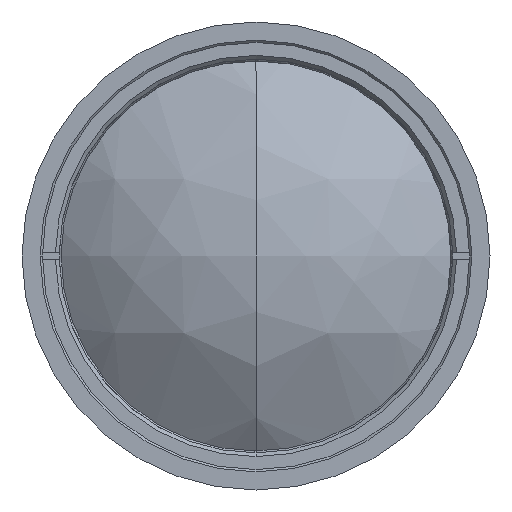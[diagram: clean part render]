
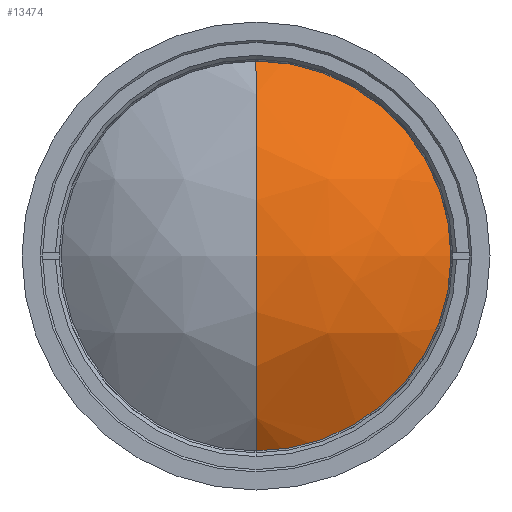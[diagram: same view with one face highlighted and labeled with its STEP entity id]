
A CAD part, left-side view. The second image highlights one B-rep face of the part: STEP entity #13474.
In plain terms, the highlighted free-form (B-spline) face has degree [3, 3] with [4, 4] control points.
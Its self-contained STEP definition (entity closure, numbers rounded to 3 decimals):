
#563 = CARTESIAN_POINT ( 'NONE',  ( -140.239, -11.334, 11.132 ) ) ;
#615 = CARTESIAN_POINT ( 'NONE',  ( -126.269, 0., -28. ) ) ;
#923 = CARTESIAN_POINT ( 'NONE',  ( -136.41, -22.002, 11.132 ) ) ;
#2081 = VERTEX_POINT ( 'NONE', #615 ) ;
#2642 = CARTESIAN_POINT ( 'NONE',  ( -91.886, 0., 0. ) ) ;
#2658 = AXIS2_PLACEMENT_3D ( 'NONE', #6295, #14557, #12013 ) ;
#2873 = CARTESIAN_POINT ( 'NONE',  ( -118.243, -21.719, 28.281 ) ) ;
#2906 = CIRCLE ( 'NONE', #2658, 28. ) ;
#3240 = AXIS2_PLACEMENT_3D ( 'NONE', #2642, #7346, #4824 ) ;
#3262 = CARTESIAN_POINT ( 'NONE',  ( -126.038, -8.006, -28.281 ) ) ;
#3611 = ORIENTED_EDGE ( 'NONE', *, *, #12653, .T. ) ;
#3767 = ORIENTED_EDGE ( 'NONE', *, *, #10262, .T. ) ;
#4062 = CARTESIAN_POINT ( 'NONE',  ( -126.038, -8.006, 28.281 ) ) ;
#4104 =( BOUNDED_SURFACE ( )  B_SPLINE_SURFACE ( 3, 3, ( 
 ( #8514, #4062, #13413, #2873 ),
 ( #12247, #563, #923, #4417 ),
 ( #14923, #5353, #5652, #12466 ),
 ( #9198, #3262, #13866, #11202 ) ),
 .UNSPECIFIED., .F., .F., .F. ) 
 B_SPLINE_SURFACE_WITH_KNOTS ( ( 4, 4 ),
 ( 4, 4 ),
 ( 0., 1. ),
 ( 0., 1. ),
 .UNSPECIFIED. ) 
 GEOMETRIC_REPRESENTATION_ITEM ( )  RATIONAL_B_SPLINE_SURFACE ( (
 ( 1., 0.961, 0.961, 1.),
 ( 0.847, 0.814, 0.814, 0.847),
 ( 0.847, 0.814, 0.814, 0.847),
 ( 1., 0.961, 0.961, 1.) ) ) 
 REPRESENTATION_ITEM ( '' )  SURFACE ( )  );
#4417 = CARTESIAN_POINT ( 'NONE',  ( -129.202, -30.75, 11.132 ) ) ;
#4824 = DIRECTION ( 'NONE',  ( 0., 0., 1. ) ) ;
#5353 = CARTESIAN_POINT ( 'NONE',  ( -140.239, -11.334, -11.132 ) ) ;
#5652 = CARTESIAN_POINT ( 'NONE',  ( -136.41, -22.002, -11.132 ) ) ;
#6295 = CARTESIAN_POINT ( 'NONE',  ( -126.269, 0., 0. ) ) ;
#7346 = DIRECTION ( 'NONE',  ( 0., -1., 0. ) ) ;
#7760 = VERTEX_POINT ( 'NONE', #7992 ) ;
#7992 = CARTESIAN_POINT ( 'NONE',  ( -126.269, 0., 28. ) ) ;
#8514 = CARTESIAN_POINT ( 'NONE',  ( -126.038, 0., 28.281 ) ) ;
#9198 = CARTESIAN_POINT ( 'NONE',  ( -126.038, 0., -28.281 ) ) ;
#9801 = FACE_OUTER_BOUND ( 'NONE', #14259, .T. ) ;
#10262 = EDGE_CURVE ( 'NONE', #7760, #2081, #13065, .T. ) ;
#11202 = CARTESIAN_POINT ( 'NONE',  ( -118.243, -21.719, -28.281 ) ) ;
#12013 = DIRECTION ( 'NONE',  ( 0., 0., -1. ) ) ;
#12247 = CARTESIAN_POINT ( 'NONE',  ( -140.239, 0., 11.132 ) ) ;
#12466 = CARTESIAN_POINT ( 'NONE',  ( -129.202, -30.75, -11.132 ) ) ;
#12653 = EDGE_CURVE ( 'NONE', #2081, #7760, #2906, .T. ) ;
#13065 = CIRCLE ( 'NONE', #3240, 44.342 ) ;
#13413 = CARTESIAN_POINT ( 'NONE',  ( -123.334, -15.541, 28.281 ) ) ;
#13474 = ADVANCED_FACE ( 'NONE', ( #9801 ), #4104, .T. ) ;
#13866 = CARTESIAN_POINT ( 'NONE',  ( -123.334, -15.541, -28.281 ) ) ;
#14259 = EDGE_LOOP ( 'NONE', ( #3611, #3767 ) ) ;
#14557 = DIRECTION ( 'NONE',  ( -1., 0., 0. ) ) ;
#14923 = CARTESIAN_POINT ( 'NONE',  ( -140.239, 0., -11.132 ) ) ;
